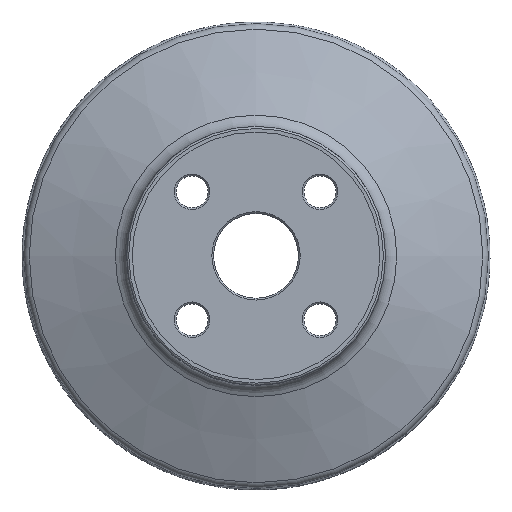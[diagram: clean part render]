
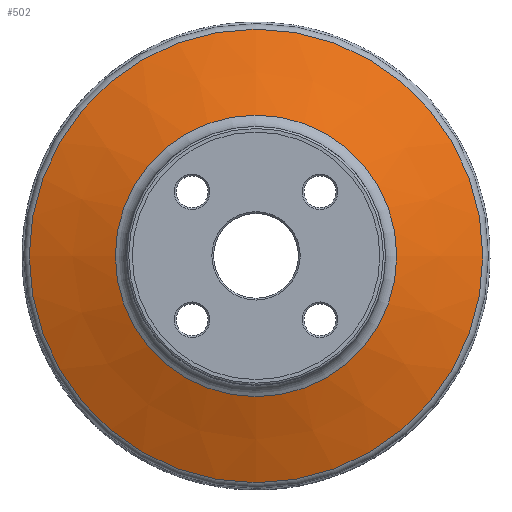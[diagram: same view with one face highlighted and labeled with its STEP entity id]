
A CAD part, top view. The second image highlights one B-rep face of the part: STEP entity #502.
In plain terms, the highlighted conical face has half-angle 68.13 degrees and reference radius 130.5 mm.
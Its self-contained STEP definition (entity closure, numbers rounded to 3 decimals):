
#102=CONICAL_SURFACE('',#939,130.5,68.13);
#158=EDGE_LOOP('',(#272));
#159=EDGE_LOOP('',(#273));
#272=ORIENTED_EDGE('',*,*,#385,.T.);
#273=ORIENTED_EDGE('',*,*,#386,.T.);
#385=EDGE_CURVE('',#685,#685,#442,.T.);
#386=EDGE_CURVE('',#686,#686,#443,.T.);
#442=CIRCLE('',#937,127.363);
#443=CIRCLE('',#938,79.025);
#502=ADVANCED_FACE('SU_5',(#570,#571),#102,.T.);
#570=FACE_BOUND('',#158,.T.);
#571=FACE_BOUND('',#159,.T.);
#685=VERTEX_POINT('',#10451);
#686=VERTEX_POINT('',#10453);
#937=AXIS2_PLACEMENT_3D('',#10450,#1118,#1119);
#938=AXIS2_PLACEMENT_3D('',#10452,#1120,#1121);
#939=AXIS2_PLACEMENT_3D('',#10454,#1122,#1123);
#1118=DIRECTION('',(0.,0.,1.));
#1119=DIRECTION('',(1.,0.,0.));
#1120=DIRECTION('',(0.,0.,-1.));
#1121=DIRECTION('',(-1.,0.,0.));
#1122=DIRECTION('',(0.,0.,-1.));
#1123=DIRECTION('',(-1.,0.,0.));
#10450=CARTESIAN_POINT('',(0.,0.,-43.36));
#10451=CARTESIAN_POINT('',(127.363,0.,-43.36));
#10452=CARTESIAN_POINT('',(0.,0.,-23.957));
#10453=CARTESIAN_POINT('',(-79.025,0.,-23.957));
#10454=CARTESIAN_POINT('',(0.,0.,-44.619));
